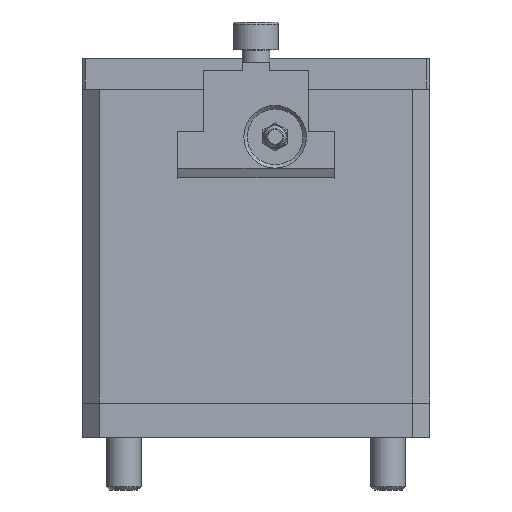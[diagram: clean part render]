
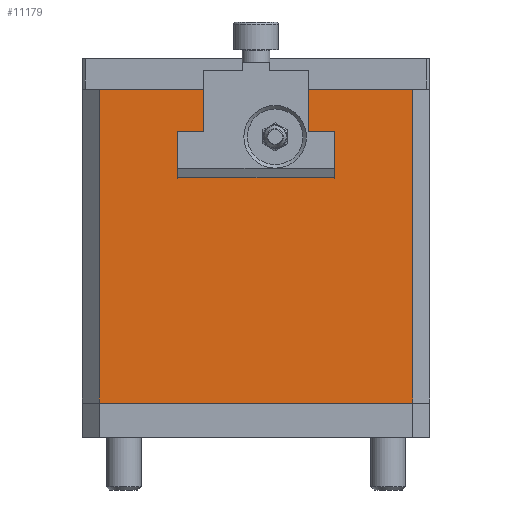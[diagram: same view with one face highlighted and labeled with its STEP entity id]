
A CAD part, left-side view. The second image highlights one B-rep face of the part: STEP entity #11179.
In plain terms, the highlighted planar face has unit normal (-1, 0, 0).
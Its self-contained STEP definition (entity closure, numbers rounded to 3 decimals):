
#1577=FACE_OUTER_BOUND('',#2225,.T.);
#2225=EDGE_LOOP('',(#7652,#7653,#7654,#7655,#7656,#7657,#7658,#7659,#7660,
#7661,#7662,#7663));
#3014=LINE('',#16265,#4024);
#3015=LINE('',#16267,#4025);
#3016=LINE('',#16269,#4026);
#3017=LINE('',#16271,#4027);
#3018=LINE('',#16273,#4028);
#3019=LINE('',#16275,#4029);
#3020=LINE('',#16277,#4030);
#3021=LINE('',#16279,#4031);
#3022=LINE('',#16281,#4032);
#3023=LINE('',#16283,#4033);
#3024=LINE('',#16285,#4034);
#3025=LINE('',#16286,#4035);
#4024=VECTOR('',#13089,10.);
#4025=VECTOR('',#13090,10.);
#4026=VECTOR('',#13091,10.);
#4027=VECTOR('',#13092,10.);
#4028=VECTOR('',#13093,10.);
#4029=VECTOR('',#13094,10.);
#4030=VECTOR('',#13095,10.);
#4031=VECTOR('',#13096,10.);
#4032=VECTOR('',#13097,10.);
#4033=VECTOR('',#13098,10.);
#4034=VECTOR('',#13099,10.);
#4035=VECTOR('',#13100,10.);
#5029=VERTEX_POINT('',#16263);
#5030=VERTEX_POINT('',#16264);
#5031=VERTEX_POINT('',#16266);
#5032=VERTEX_POINT('',#16268);
#5033=VERTEX_POINT('',#16270);
#5034=VERTEX_POINT('',#16272);
#5035=VERTEX_POINT('',#16274);
#5036=VERTEX_POINT('',#16276);
#5037=VERTEX_POINT('',#16278);
#5038=VERTEX_POINT('',#16280);
#5039=VERTEX_POINT('',#16282);
#5040=VERTEX_POINT('',#16284);
#6061=EDGE_CURVE('',#5029,#5030,#3014,.T.);
#6062=EDGE_CURVE('',#5030,#5031,#3015,.T.);
#6063=EDGE_CURVE('',#5031,#5032,#3016,.T.);
#6064=EDGE_CURVE('',#5033,#5032,#3017,.T.);
#6065=EDGE_CURVE('',#5033,#5034,#3018,.T.);
#6066=EDGE_CURVE('',#5034,#5035,#3019,.T.);
#6067=EDGE_CURVE('',#5036,#5035,#3020,.T.);
#6068=EDGE_CURVE('',#5037,#5036,#3021,.T.);
#6069=EDGE_CURVE('',#5038,#5037,#3022,.T.);
#6070=EDGE_CURVE('',#5038,#5039,#3023,.T.);
#6071=EDGE_CURVE('',#5039,#5040,#3024,.T.);
#6072=EDGE_CURVE('',#5040,#5029,#3025,.T.);
#7652=ORIENTED_EDGE('',*,*,#6061,.T.);
#7653=ORIENTED_EDGE('',*,*,#6062,.T.);
#7654=ORIENTED_EDGE('',*,*,#6063,.T.);
#7655=ORIENTED_EDGE('',*,*,#6064,.F.);
#7656=ORIENTED_EDGE('',*,*,#6065,.T.);
#7657=ORIENTED_EDGE('',*,*,#6066,.T.);
#7658=ORIENTED_EDGE('',*,*,#6067,.F.);
#7659=ORIENTED_EDGE('',*,*,#6068,.F.);
#7660=ORIENTED_EDGE('',*,*,#6069,.F.);
#7661=ORIENTED_EDGE('',*,*,#6070,.T.);
#7662=ORIENTED_EDGE('',*,*,#6071,.T.);
#7663=ORIENTED_EDGE('',*,*,#6072,.T.);
#10759=PLANE('',#11961);
#11179=ADVANCED_FACE('',(#1577),#10759,.T.);
#11961=AXIS2_PLACEMENT_3D('',#16262,#13087,#13088);
#13087=DIRECTION('center_axis',(-1.,0.,0.));
#13088=DIRECTION('ref_axis',(0.,0.,1.));
#13089=DIRECTION('',(0.,0.,-1.));
#13090=DIRECTION('',(0.,1.,0.));
#13091=DIRECTION('',(0.,0.,1.));
#13092=DIRECTION('',(0.,1.,0.));
#13093=DIRECTION('',(0.,0.,1.));
#13094=DIRECTION('',(0.,1.,0.));
#13095=DIRECTION('',(0.,0.,1.));
#13096=DIRECTION('',(0.,1.,0.));
#13097=DIRECTION('',(0.,0.,-1.));
#13098=DIRECTION('',(0.,1.,0.));
#13099=DIRECTION('',(0.,0.,-1.));
#13100=DIRECTION('',(0.,-1.,0.));
#16262=CARTESIAN_POINT('Origin',(-30.,-90.,0.));
#16263=CARTESIAN_POINT('',(-30.,-62.5,74.82));
#16264=CARTESIAN_POINT('',(-30.,-62.5,64.665));
#16265=CARTESIAN_POINT('',(-30.,-62.5,32.072));
#16266=CARTESIAN_POINT('',(-30.,-17.5,64.665));
#16267=CARTESIAN_POINT('',(-30.,-53.75,64.665));
#16268=CARTESIAN_POINT('',(-30.,-17.5,74.82));
#16269=CARTESIAN_POINT('',(-30.,-17.5,34.484));
#16270=CARTESIAN_POINT('',(-30.,-25.,74.82));
#16271=CARTESIAN_POINT('',(-30.,-25.,74.82));
#16272=CARTESIAN_POINT('',(-30.,-25.,90.));
#16273=CARTESIAN_POINT('',(-30.,-25.,37.639));
#16274=CARTESIAN_POINT('',(-30.,5.,90.));
#16275=CARTESIAN_POINT('',(-30.,-90.,90.));
#16276=CARTESIAN_POINT('',(-30.,5.,0.));
#16277=CARTESIAN_POINT('',(-30.,5.,0.));
#16278=CARTESIAN_POINT('',(-30.,-85.,0.));
#16279=CARTESIAN_POINT('',(-30.,-90.,0.));
#16280=CARTESIAN_POINT('',(-30.,-85.,90.));
#16281=CARTESIAN_POINT('',(-30.,-85.,0.));
#16282=CARTESIAN_POINT('',(-30.,-55.,90.));
#16283=CARTESIAN_POINT('',(-30.,-90.,90.));
#16284=CARTESIAN_POINT('',(-30.,-55.,74.82));
#16285=CARTESIAN_POINT('',(-30.,-55.,75.632));
#16286=CARTESIAN_POINT('',(-30.,-53.75,74.82));
